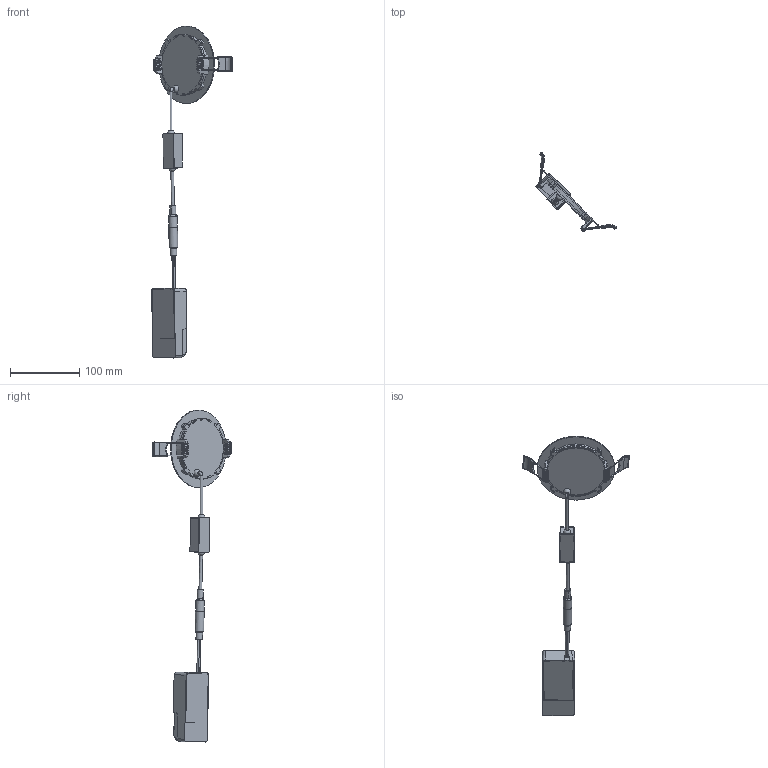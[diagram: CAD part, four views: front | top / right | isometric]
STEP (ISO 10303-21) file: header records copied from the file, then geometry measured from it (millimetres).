
FILE_DESCRIPTION (( 'STEP AP214' ), '1' );
FILE_NAME ('DL_SLIM_ALU_DN100.STEP', '2024-10-29T13:19:25', ( '' ), ( '' ), 'SwSTEP 2.0', 'SolidWorks 2022', '' );
FILE_SCHEMA (( 'AUTOMOTIVE_DESIGN' ));
Length unit declared in the file: millimetre
Products named in the file (1): DL_SLIM_ALU_DN100
Bounding box: 116.46 x 113.46 x 479.84 mm (x, y, z)
Volume: 68943.6 mm3; surface area: 97984.6 mm2
Topology: 15 solids, 15 shells, 625 faces, 1669 edges, 1054 vertices
Faces by surface type: plane 252, cylinder 218, bspline 65, torus 41, cone 25, sphere 24
Full cylindrical faces by diameter (mm): 4.2 x2, 8.105 x1, 9.35 x1, 12.5 x2
Entity records: 31307 total; most frequent: CARTESIAN_POINT 9423, ORIENTED_EDGE 3240, DIRECTION 2979, EDGE_CURVE 1620, AXIS2_PLACEMENT_3D 1086, VERTEX_POINT 1046, VECTOR 807, LINE 807
